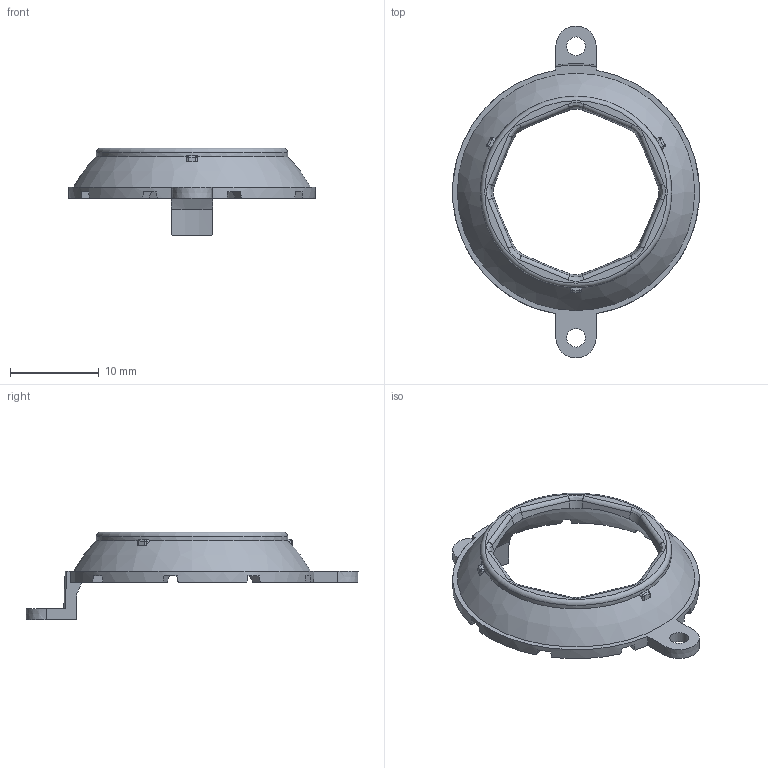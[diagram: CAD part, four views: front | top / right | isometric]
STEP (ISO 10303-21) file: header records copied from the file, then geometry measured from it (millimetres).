
FILE_DESCRIPTION(/* description */ (''),/* implementation_level */ '2;1');
FILE_NAME(/* name */ 'ScrewPlateOctagon.step',/* time_stamp */ '2025-05-19T13:14:46-07:00',/* author */ (''),/* organization */ (''),/* preprocessor_version */ 'ST-DEVELOPER v20.1',/* originating_system */ 'Autodesk Translation Framework v14.4.0.0',/* authorisation */ '');
FILE_SCHEMA (('AUTOMOTIVE_DESIGN { 1 0 10303 214 3 1 1 }'));
Length unit declared in the file: millimetre
Products named in the file (1): ScrewPlateOctagon
Bounding box: 27.74 x 37.37 x 9.89 mm (x, y, z)
Volume: 702.5 mm3; surface area: 1343.4 mm2
Topology: 1 solids, 1 shells, 118 faces, 313 edges, 197 vertices
Faces by surface type: plane 61, cylinder 33, sphere 8, bspline 8, cone 7, torus 1
Full cylindrical faces by diameter (mm): 2.1 x2
Entity records: 4001 total; most frequent: CARTESIAN_POINT 989, DIRECTION 663, ORIENTED_EDGE 626, EDGE_CURVE 313, AXIS2_PLACEMENT_3D 275, VERTEX_POINT 197, CIRCLE 132, EDGE_LOOP 124
